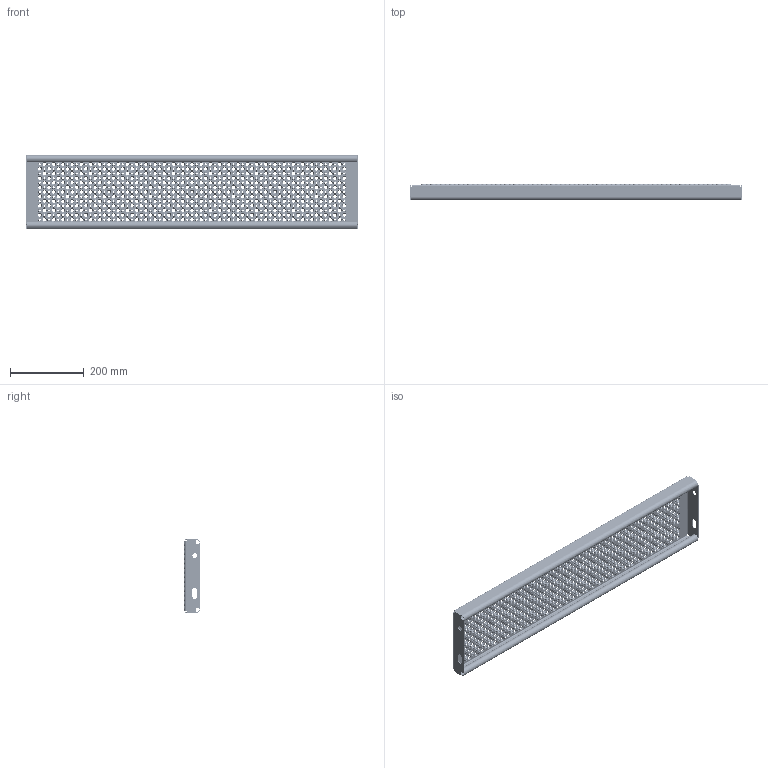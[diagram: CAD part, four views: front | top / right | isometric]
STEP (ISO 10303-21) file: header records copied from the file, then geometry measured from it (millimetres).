
FILE_DESCRIPTION (( 'STEP AP203' ), '1' );
FILE_NAME ('2062_ACHILTRIN_200x900x45_M_OPTRÆK.STEP', '2011-08-15T07:27:57', ( 'JKJ' ), ( '' ), 'SwSTEP 2.0', 'SolidWorks 2011', '' );
FILE_SCHEMA (( 'CONFIG_CONTROL_DESIGN' ));
Products named in the file (1): 2062_ACHILTRIN_200x900x45_M_OPTRÆK
Bounding box: 900 x 45 x 200 mm (x, y, z)
Volume: 668572.4 mm3; surface area: 704023.8 mm2
Topology: 1 solids, 1 shells, 7117 faces, 16280 edges, 10170 vertices
Faces by surface type: cone 4020, cylinder 2046, plane 1043, bspline 8
Entity records: 207977 total; most frequent: DIRECTION 40574, CARTESIAN_POINT 34160, ORIENTED_EDGE 32560, AXIS2_PLACEMENT_3D 17216, EDGE_CURVE 16280, VERTEX_POINT 10170, EDGE_LOOP 10140, CIRCLE 10106
